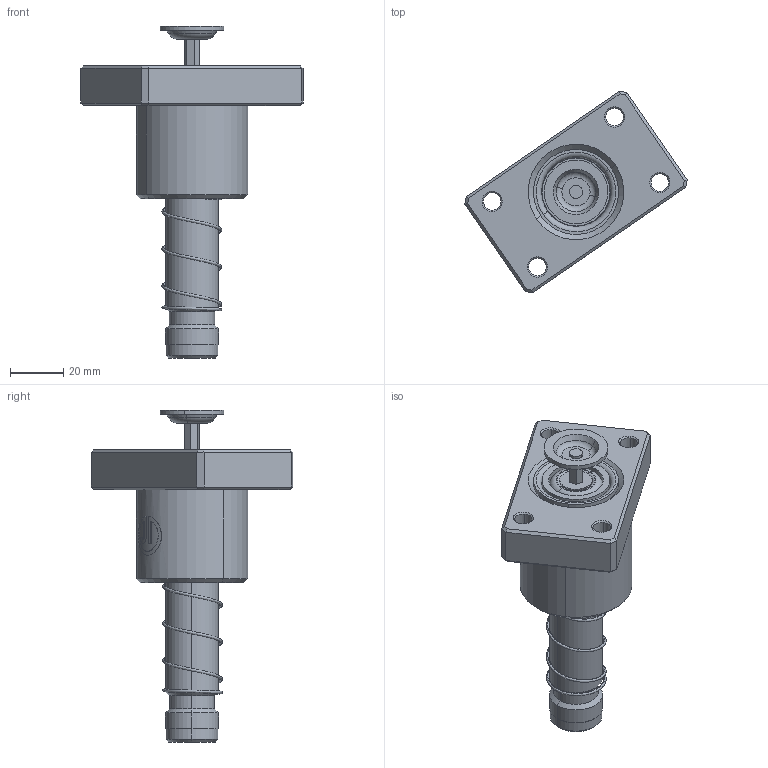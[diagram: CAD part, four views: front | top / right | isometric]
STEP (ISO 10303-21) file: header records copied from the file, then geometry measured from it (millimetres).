
FILE_DESCRIPTION (( 'STEP AP214' ), '1' );
FILE_NAME ('FMJH FMSH-D20-L110.STEP', '2021-09-16T06:12:20', ( '' ), ( '' ), 'SwSTEP 2.0', 'SolidWorks 2016', '' );
FILE_SCHEMA (( 'AUTOMOTIVE_DESIGN' ));
Length unit declared in the file: millimetre
Products named in the file (189): BALL-D3; HWP-D22.5-d20.5-L40; GTM-24郪蚾; SAB-20; BSH25.5-20.5-L50; BSH-D25.5-20.5-50郪蚾; SAB-20-1; GTM-M10蹟簽; GTM-24; MGM-D20-L110; FMJH FMSH-D20-L110; GTM-3-縐种
Assembly tree (181 placements, depth 3):
  BALL-D3
  BALL-D3
  BALL-D3
  BALL-D3
  BALL-D3
Bounding box: 83.63 x 75.95 x 125 mm (x, y, z)
Volume: 110490.7 mm3; surface area: 55806.8 mm2
Topology: 173 solids, 173 shells, 855 faces, 3485 edges, 2310 vertices
Faces by surface type: sphere 660, plane 70, cylinder 56, cone 36, bspline 21, torus 12
Entity records: 36093 total; most frequent: CARTESIAN_POINT 19167, ORIENTED_EDGE 2980, DIRECTION 2599, EDGE_CURVE 1490, AXIS2_PLACEMENT_3D 1187, VERTEX_POINT 970, EDGE_LOOP 864, B_SPLINE_CURVE_WITH_KNOTS 748
